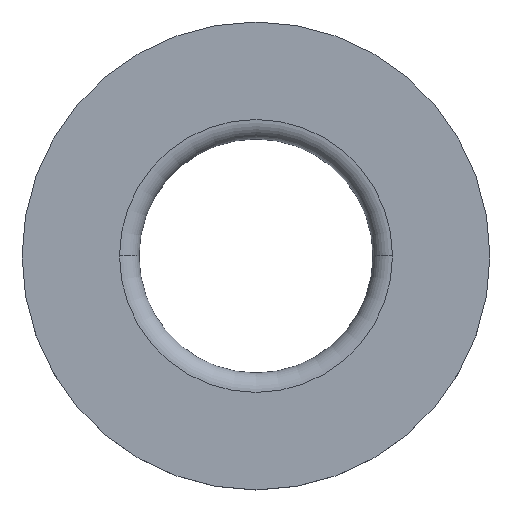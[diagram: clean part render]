
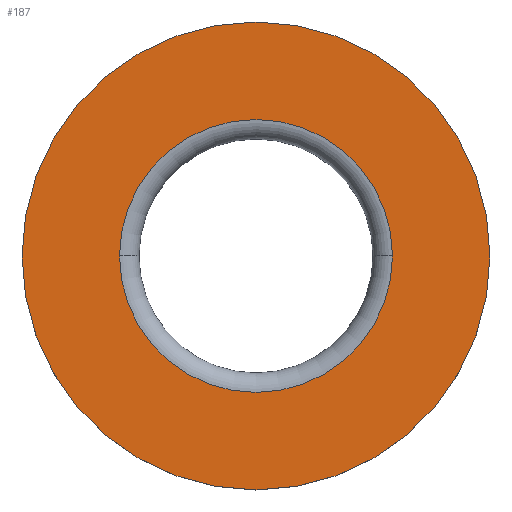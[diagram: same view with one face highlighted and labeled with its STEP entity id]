
A CAD part, top view. The second image highlights one B-rep face of the part: STEP entity #187.
In plain terms, the highlighted planar face has unit normal (0, 0, 1).
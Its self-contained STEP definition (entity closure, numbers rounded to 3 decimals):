
#26 = EDGE_LOOP ( 'NONE', ( #48, #51 ) ) ;
#27 = EDGE_LOOP ( 'NONE', ( #50, #53 ) ) ;
#36 = VERTEX_POINT ( 'NONE', #199 ) ;
#37 = VERTEX_POINT ( 'NONE', #200 ) ;
#44 = VERTEX_POINT ( 'NONE', #207 ) ;
#45 = VERTEX_POINT ( 'NONE', #208 ) ;
#48 = ORIENTED_EDGE ( 'NONE', *, *, #163, .T. ) ;
#50 = ORIENTED_EDGE ( 'NONE', *, *, #181, .T. ) ;
#51 = ORIENTED_EDGE ( 'NONE', *, *, #158, .T. ) ;
#53 = ORIENTED_EDGE ( 'NONE', *, *, #166, .T. ) ;
#93 = FACE_BOUND ( 'NONE', #26, .T. ) ;
#94 = FACE_OUTER_BOUND ( 'NONE', #27, .T. ) ;
#119 = AXIS2_PLACEMENT_3D ( 'NONE', #233, #234, #235 ) ;
#121 = CIRCLE ( 'NONE', #119, 12. ) ;
#122 = AXIS2_PLACEMENT_3D ( 'NONE', #228, #229, #230 ) ;
#128 = CIRCLE ( 'NONE', #122, 7. ) ;
#131 = AXIS2_PLACEMENT_3D ( 'NONE', #214, #215, #216 ) ;
#132 = CIRCLE ( 'NONE', #131, 7. ) ;
#149 = CIRCLE ( 'NONE', #151, 12. ) ;
#151 = AXIS2_PLACEMENT_3D ( 'NONE', #276, #277, #278 ) ;
#156 = AXIS2_PLACEMENT_3D ( 'NONE', #296, #297, #298 ) ;
#158 = EDGE_CURVE ( 'NONE', #37, #36, #132, .T. ) ;
#163 = EDGE_CURVE ( 'NONE', #36, #37, #128, .T. ) ;
#166 = EDGE_CURVE ( 'NONE', #44, #45, #121, .T. ) ;
#181 = EDGE_CURVE ( 'NONE', #45, #44, #149, .T. ) ;
#187 = ADVANCED_FACE ( 'NONE', ( #93, #94 ), #295, .T. ) ;
#199 = CARTESIAN_POINT ( 'NONE',  ( 7., 0., 2.3 ) ) ;
#200 = CARTESIAN_POINT ( 'NONE',  ( -7., 0., 2.3 ) ) ;
#207 = CARTESIAN_POINT ( 'NONE',  ( 12., 0., 2.3 ) ) ;
#208 = CARTESIAN_POINT ( 'NONE',  ( -12., 0., 2.3 ) ) ;
#214 = CARTESIAN_POINT ( 'NONE',  ( 0., 0., 2.3 ) ) ;
#215 = DIRECTION ( 'NONE',  ( 0., 0., -1. ) ) ;
#216 = DIRECTION ( 'NONE',  ( 1., 0., 0. ) ) ;
#228 = CARTESIAN_POINT ( 'NONE',  ( 0., 0., 2.3 ) ) ;
#229 = DIRECTION ( 'NONE',  ( 0., 0., -1. ) ) ;
#230 = DIRECTION ( 'NONE',  ( 1., 0., 0. ) ) ;
#233 = CARTESIAN_POINT ( 'NONE',  ( 0., 0., 2.3 ) ) ;
#234 = DIRECTION ( 'NONE',  ( 0., 0., 1. ) ) ;
#235 = DIRECTION ( 'NONE',  ( 1., 0., 0. ) ) ;
#276 = CARTESIAN_POINT ( 'NONE',  ( 0., 0., 2.3 ) ) ;
#277 = DIRECTION ( 'NONE',  ( 0., 0., 1. ) ) ;
#278 = DIRECTION ( 'NONE',  ( 1., 0., 0. ) ) ;
#295 = PLANE ( 'NONE',  #156 ) ;
#296 = CARTESIAN_POINT ( 'NONE',  ( 0., 0., 2.3 ) ) ;
#297 = DIRECTION ( 'NONE',  ( 0., 0., 1. ) ) ;
#298 = DIRECTION ( 'NONE',  ( 1., 0., 0. ) ) ;
